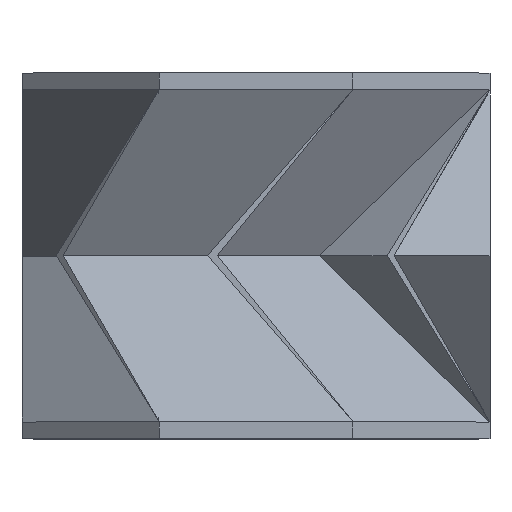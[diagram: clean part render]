
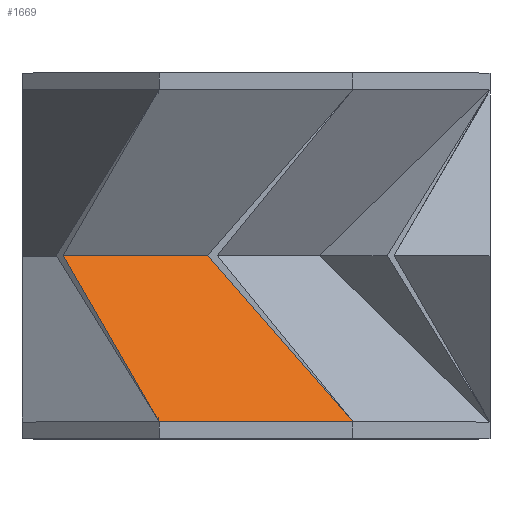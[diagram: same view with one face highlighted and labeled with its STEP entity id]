
A CAD part, top view. The second image highlights one B-rep face of the part: STEP entity #1669.
In plain terms, the highlighted planar face has unit normal (0, 0.5, 0.866).
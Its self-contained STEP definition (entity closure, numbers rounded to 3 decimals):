
#109=FACE_OUTER_BOUND('',#217,.T.);
#217=EDGE_LOOP('',(#1421,#1422,#1423,#1424));
#365=LINE('',#2521,#589);
#395=LINE('',#2583,#619);
#429=LINE('',#2648,#653);
#447=LINE('',#2679,#671);
#589=VECTOR('',#2060,10.);
#619=VECTOR('',#2114,10.);
#653=VECTOR('',#2176,10.);
#671=VECTOR('',#2214,10.);
#743=VERTEX_POINT('',#2476);
#757=VERTEX_POINT('',#2515);
#777=VERTEX_POINT('',#2580);
#778=VERTEX_POINT('',#2582);
#933=EDGE_CURVE('',#757,#743,#365,.T.);
#963=EDGE_CURVE('',#777,#778,#395,.T.);
#997=EDGE_CURVE('',#757,#777,#429,.T.);
#1015=EDGE_CURVE('',#743,#778,#447,.T.);
#1421=ORIENTED_EDGE('',*,*,#997,.F.);
#1422=ORIENTED_EDGE('',*,*,#933,.T.);
#1423=ORIENTED_EDGE('',*,*,#1015,.T.);
#1424=ORIENTED_EDGE('',*,*,#963,.F.);
#1563=PLANE('',#1798);
#1669=ADVANCED_FACE('',(#109),#1563,.F.);
#1798=AXIS2_PLACEMENT_3D('',#2680,#2215,#2216);
#2060=DIRECTION('',(1.,0.,0.));
#2114=DIRECTION('',(1.,0.,0.));
#2176=DIRECTION('',(-0.447,0.775,-0.447));
#2214=DIRECTION('',(-0.604,0.69,-0.399));
#2215=DIRECTION('center_axis',(0.,-0.5,-0.866));
#2216=DIRECTION('ref_axis',(-1.,0.,0.));
#2476=CARTESIAN_POINT('',(6.999,0.,16.896));
#2515=CARTESIAN_POINT('',(-6.999,0.,16.896));
#2521=CARTESIAN_POINT('',(-6.999,0.,16.896));
#2580=CARTESIAN_POINT('',(-13.927,12.,9.968));
#2582=CARTESIAN_POINT('',(-3.5,12.,9.968));
#2583=CARTESIAN_POINT('',(-1.826,12.,9.968));
#2648=CARTESIAN_POINT('',(-10.029,5.249,13.865));
#2679=CARTESIAN_POINT('',(-1.027,9.173,11.6));
#2680=CARTESIAN_POINT('Origin',(-3.652,6.,13.432));
